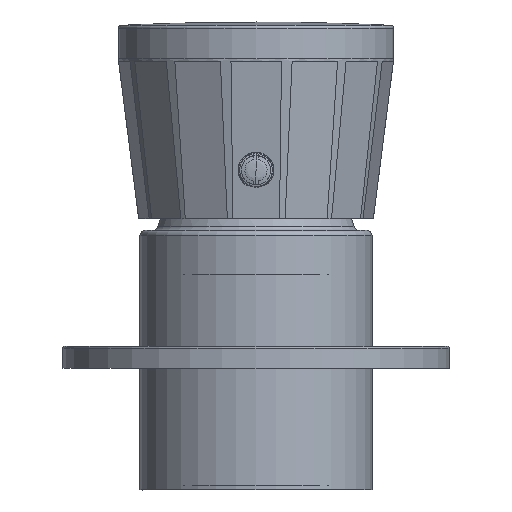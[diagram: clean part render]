
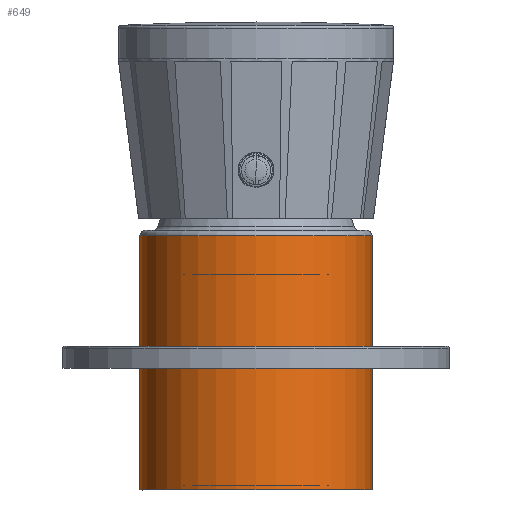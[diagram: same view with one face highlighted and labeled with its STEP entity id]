
A CAD part, front view. The second image highlights one B-rep face of the part: STEP entity #649.
In plain terms, the highlighted cylindrical face has radius 21 mm (diameter 42 mm), a partial arc.
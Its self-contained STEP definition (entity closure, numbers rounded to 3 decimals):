
#284=CARTESIAN_POINT('',(0.,46.,0.));
#285=DIRECTION('',(0.,1.,0.));
#286=DIRECTION('',(1.,0.,0.));
#287=AXIS2_PLACEMENT_3D('',#284,#285,#286);
#292=DIRECTION('',(0.,1.,0.));
#293=VECTOR('',#292,46.);
#294=CARTESIAN_POINT('',(-21.,0.,0.));
#295=LINE('',#294,#293);
#299=CARTESIAN_POINT('',(0.,0.,0.));
#300=DIRECTION('',(0.,1.,0.));
#301=DIRECTION('',(1.,0.,0.));
#302=AXIS2_PLACEMENT_3D('',#299,#300,#301);
#307=DIRECTION('',(0.,1.,0.));
#308=VECTOR('',#307,46.);
#309=CARTESIAN_POINT('',(21.,0.,0.));
#310=LINE('',#309,#308);
#314=CARTESIAN_POINT('',(21.,0.,0.));
#315=CARTESIAN_POINT('',(-21.,0.,0.));
#316=VERTEX_POINT('',#314);
#317=VERTEX_POINT('',#315);
#342=CARTESIAN_POINT('',(21.,46.,0.));
#343=CARTESIAN_POINT('',(-21.,46.,0.));
#344=VERTEX_POINT('',#342);
#345=VERTEX_POINT('',#343);
#638=CARTESIAN_POINT('',(0.,57.225,0.));
#639=DIRECTION('',(0.,-1.,0.));
#640=DIRECTION('',(-1.,0.,0.));
#641=AXIS2_PLACEMENT_3D('',#638,#639,#640);
#642=CYLINDRICAL_SURFACE('',#641,21.);
#643=ORIENTED_EDGE('',*,*,#632,.T.);
#644=ORIENTED_EDGE('',*,*,#390,.F.);
#645=ORIENTED_EDGE('',*,*,#369,.F.);
#646=ORIENTED_EDGE('',*,*,#387,.T.);
#647=EDGE_LOOP('',(#643,#644,#645,#646));
#648=FACE_OUTER_BOUND('',#647,.F.);
#649=ADVANCED_FACE('',(#648),#642,.T.);
#288=CIRCLE('',#287,21.);
#303=CIRCLE('',#302,21.);
#369=EDGE_CURVE('',#316,#317,#303,.T.);
#387=EDGE_CURVE('',#316,#344,#310,.T.);
#390=EDGE_CURVE('',#317,#345,#295,.T.);
#632=EDGE_CURVE('',#344,#345,#288,.T.);
